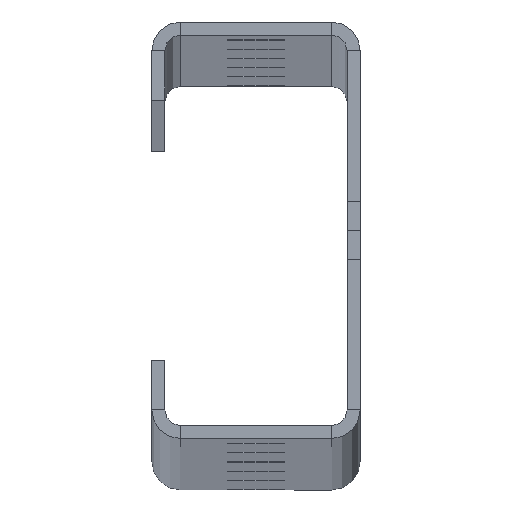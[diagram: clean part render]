
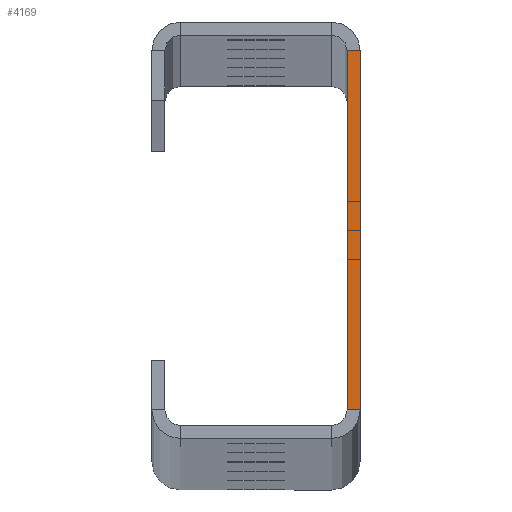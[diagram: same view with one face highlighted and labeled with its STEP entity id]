
A CAD part, top view. The second image highlights one B-rep face of the part: STEP entity #4169.
In plain terms, the highlighted planar face has unit normal (0, 0, 1).
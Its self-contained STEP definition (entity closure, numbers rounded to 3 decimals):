
#182 = VECTOR ( 'NONE', #2518, 1000. ) ;
#213 = PLANE ( 'NONE',  #2330 ) ;
#223 = CARTESIAN_POINT ( 'NONE',  ( 17.5, 34.5, 2825. ) ) ;
#365 = EDGE_LOOP ( 'NONE', ( #4604, #635, #3796, #1296 ) ) ;
#440 = VECTOR ( 'NONE', #552, 1000. ) ;
#552 = DIRECTION ( 'NONE',  ( 0., 1., 0. ) ) ;
#635 = ORIENTED_EDGE ( 'NONE', *, *, #4305, .T. ) ;
#767 = DIRECTION ( 'NONE',  ( 0., 1., 0. ) ) ;
#937 = VERTEX_POINT ( 'NONE', #1405 ) ;
#1024 = DIRECTION ( 'NONE',  ( 0., 0., 1. ) ) ;
#1147 = CARTESIAN_POINT ( 'NONE',  ( 20., 34.5, 2825. ) ) ;
#1296 = ORIENTED_EDGE ( 'NONE', *, *, #2751, .T. ) ;
#1346 = LINE ( 'NONE', #3474, #440 ) ;
#1348 = VERTEX_POINT ( 'NONE', #1147 ) ;
#1405 = CARTESIAN_POINT ( 'NONE',  ( 17.5, -34.5, 2825. ) ) ;
#1643 = CARTESIAN_POINT ( 'NONE',  ( 20., -34.5, 2825. ) ) ;
#1926 = VERTEX_POINT ( 'NONE', #1643 ) ;
#2330 = AXIS2_PLACEMENT_3D ( 'NONE', #3139, #1024, #4667 ) ;
#2518 = DIRECTION ( 'NONE',  ( 1., 0., 0. ) ) ;
#2751 = EDGE_CURVE ( 'NONE', #937, #1926, #3228, .T. ) ;
#2755 = EDGE_CURVE ( 'NONE', #937, #3902, #3650, .T. ) ;
#3121 = FACE_OUTER_BOUND ( 'NONE', #365, .T. ) ;
#3139 = CARTESIAN_POINT ( 'NONE',  ( 14.5, 37.5, 2825. ) ) ;
#3159 = VECTOR ( 'NONE', #767, 1000. ) ;
#3228 = LINE ( 'NONE', #3971, #182 ) ;
#3299 = CARTESIAN_POINT ( 'NONE',  ( 20., 34.5, 2825. ) ) ;
#3474 = CARTESIAN_POINT ( 'NONE',  ( 20., -40., 2825. ) ) ;
#3641 = VECTOR ( 'NONE', #4431, 1000. ) ;
#3650 = LINE ( 'NONE', #3668, #3159 ) ;
#3654 = LINE ( 'NONE', #3299, #3641 ) ;
#3668 = CARTESIAN_POINT ( 'NONE',  ( 17.5, -40., 2825. ) ) ;
#3796 = ORIENTED_EDGE ( 'NONE', *, *, #2755, .F. ) ;
#3820 = EDGE_CURVE ( 'NONE', #1926, #1348, #1346, .T. ) ;
#3902 = VERTEX_POINT ( 'NONE', #223 ) ;
#3971 = CARTESIAN_POINT ( 'NONE',  ( 17.5, -34.5, 2825. ) ) ;
#4169 = ADVANCED_FACE ( 'NONE', ( #3121 ), #213, .T. ) ;
#4305 = EDGE_CURVE ( 'NONE', #1348, #3902, #3654, .T. ) ;
#4431 = DIRECTION ( 'NONE',  ( -1., 0., 0. ) ) ;
#4604 = ORIENTED_EDGE ( 'NONE', *, *, #3820, .T. ) ;
#4667 = DIRECTION ( 'NONE',  ( 1., 0., 0. ) ) ;
